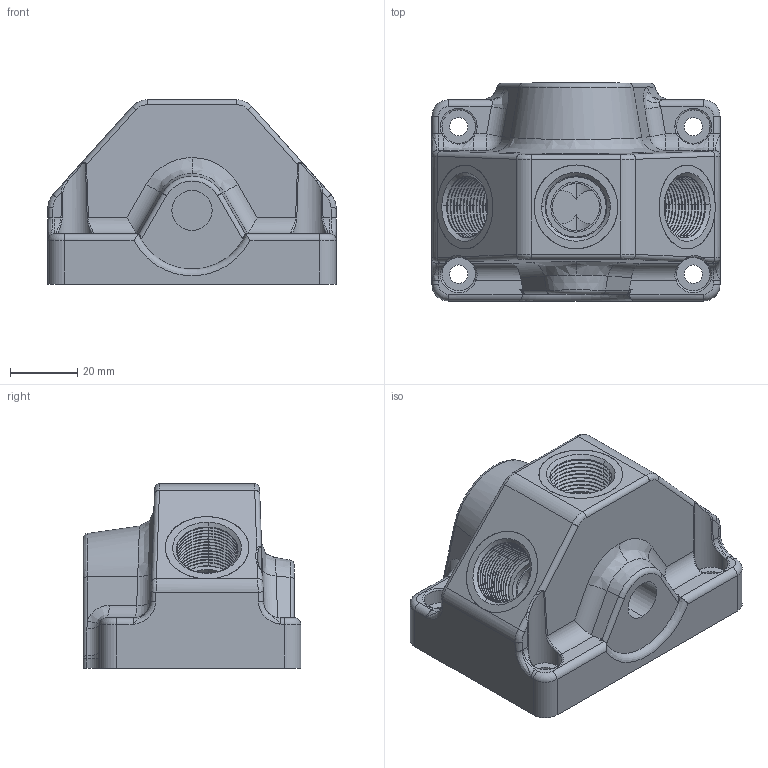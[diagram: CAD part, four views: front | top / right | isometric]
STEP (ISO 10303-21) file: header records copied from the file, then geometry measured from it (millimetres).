
FILE_DESCRIPTION (( 'STEP AP203' ), '1' );
FILE_NAME ('R241.034.003.STEP', '2015-06-12T12:11:54', ( '' ), ( '' ), 'SwSTEP 2.0', 'SolidWorks 2012', '' );
FILE_SCHEMA (( 'CONFIG_CONTROL_DESIGN' ));
Length unit declared in the file: millimetre
Products named in the file (1): R241.034.003
Bounding box: 86 x 65 x 55 mm (x, y, z)
Volume: 94843.6 mm3; surface area: 53619.7 mm2
Topology: 4 solids, 6 shells, 829 faces, 1923 edges, 1123 vertices
Faces by surface type: cylinder 282, plane 223, cone 169, bspline 87, torus 61, sphere 7
Entity records: 27246 total; most frequent: CARTESIAN_POINT 9011, DIRECTION 3822, ORIENTED_EDGE 3822, EDGE_CURVE 1911, AXIS2_PLACEMENT_3D 1483, VERTEX_POINT 1121, EDGE_LOOP 876, VECTOR 856
